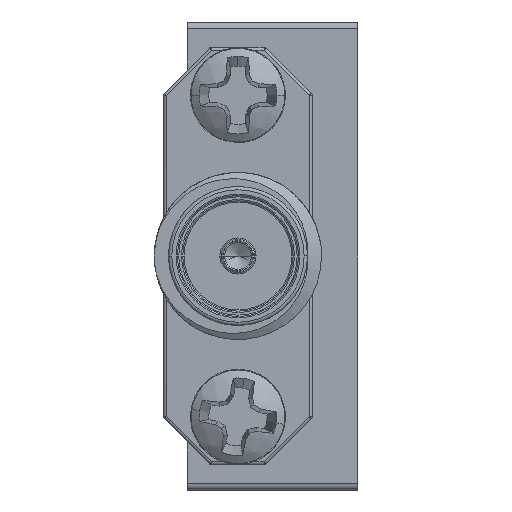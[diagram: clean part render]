
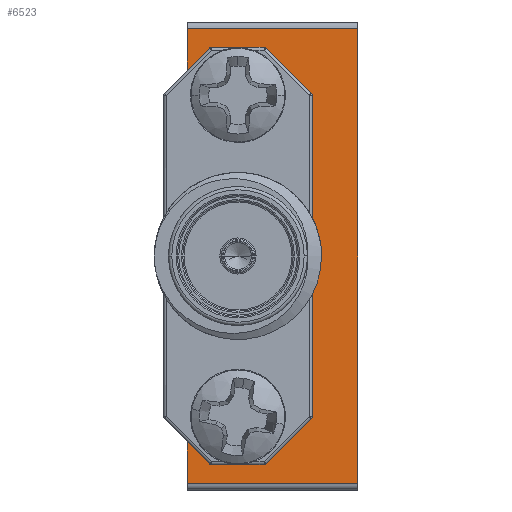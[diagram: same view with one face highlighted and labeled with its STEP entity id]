
A CAD part, left-side view. The second image highlights one B-rep face of the part: STEP entity #6523.
In plain terms, the highlighted planar face has unit normal (-1, 0, 0).
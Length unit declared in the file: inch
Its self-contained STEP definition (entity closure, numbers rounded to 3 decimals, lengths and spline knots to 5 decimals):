
#340 = CIRCLE ( 'NONE', #48797, 0.043 ) ;
#601 = LINE ( 'NONE', #31485, #35420 ) ;
#1286 = LINE ( 'NONE', #23781, #38559 ) ;
#1409 = CARTESIAN_POINT ( 'NONE',  ( 0., -0.285, 0.16 ) ) ;
#1871 = VERTEX_POINT ( 'NONE', #47909 ) ;
#2621 = LINE ( 'NONE', #10453, #40962 ) ;
#3246 = EDGE_CURVE ( 'NONE', #49843, #11361, #31526, .T. ) ;
#3271 = CARTESIAN_POINT ( 'NONE',  ( 0., -0.106, -0.4635 ) ) ;
#4418 = CARTESIAN_POINT ( 'NONE',  ( 0., -0.03, 0.002 ) ) ;
#4480 = CARTESIAN_POINT ( 'NONE',  ( 0., -0.03, -0.52 ) ) ;
#5108 = CARTESIAN_POINT ( 'NONE',  ( 0., -0.106, 0.1035 ) ) ;
#5427 = DIRECTION ( 'NONE',  ( 0., 0., 1. ) ) ;
#5569 = ORIENTED_EDGE ( 'NONE', *, *, #9194, .T. ) ;
#6003 = VECTOR ( 'NONE', #5427, 39.37008 ) ;
#6523 = ADVANCED_FACE ( 'NONE', ( #14954, #30407, #45792 ), #11157, .F. ) ;
#6538 = EDGE_LOOP ( 'NONE', ( #12993, #40658 ) ) ;
#6761 = VECTOR ( 'NONE', #13807, 39.37008 ) ;
#6909 = VERTEX_POINT ( 'NONE', #12836 ) ;
#7197 = CARTESIAN_POINT ( 'NONE',  ( 0., -0.03, 0.16 ) ) ;
#7375 = ORIENTED_EDGE ( 'NONE', *, *, #21557, .F. ) ;
#7427 = DIRECTION ( 'NONE',  ( -1., 0., 0. ) ) ;
#7987 = EDGE_CURVE ( 'NONE', #30428, #1871, #33300, .T. ) ;
#8095 = DIRECTION ( 'NONE',  ( 0., 0., -1. ) ) ;
#8353 = DIRECTION ( 'NONE',  ( 1., 0., 0. ) ) ;
#8761 = AXIS2_PLACEMENT_3D ( 'NONE', #22631, #7427, #18572 ) ;
#9194 = EDGE_CURVE ( 'NONE', #49843, #20368, #2621, .T. ) ;
#9448 = CARTESIAN_POINT ( 'NONE',  ( 0., -0.106, -0.4205 ) ) ;
#10111 = VERTEX_POINT ( 'NONE', #3271 ) ;
#10453 = CARTESIAN_POINT ( 'NONE',  ( 0., -0.285, 0.012 ) ) ;
#10730 = ORIENTED_EDGE ( 'NONE', *, *, #7987, .T. ) ;
#11157 = PLANE ( 'NONE',  #34032 ) ;
#11361 = VERTEX_POINT ( 'NONE', #7197 ) ;
#12079 = EDGE_CURVE ( 'NONE', #30428, #20368, #12774, .T. ) ;
#12221 = DIRECTION ( 'NONE',  ( 0., -1., 0. ) ) ;
#12656 = CARTESIAN_POINT ( 'NONE',  ( 0., -0.106, -0.4205 ) ) ;
#12751 = DIRECTION ( 'NONE',  ( 0., 0., 1. ) ) ;
#12774 = LINE ( 'NONE', #24654, #6003 ) ;
#12836 = CARTESIAN_POINT ( 'NONE',  ( 0., -0.285, -0.52 ) ) ;
#12993 = ORIENTED_EDGE ( 'NONE', *, *, #45047, .F. ) ;
#13265 = ORIENTED_EDGE ( 'NONE', *, *, #32700, .T. ) ;
#13401 = DIRECTION ( 'NONE',  ( 0., 0., 1. ) ) ;
#13807 = DIRECTION ( 'NONE',  ( 0., 1., 0. ) ) ;
#14954 = FACE_BOUND ( 'NONE', #39974, .T. ) ;
#15216 = CIRCLE ( 'NONE', #27378, 0.043 ) ;
#16021 = CIRCLE ( 'NONE', #8761, 0.043 ) ;
#18572 = DIRECTION ( 'NONE',  ( 0., 0., 1. ) ) ;
#19855 = DIRECTION ( 'NONE',  ( 0., 0., 1. ) ) ;
#20368 = VERTEX_POINT ( 'NONE', #49454 ) ;
#20711 = VECTOR ( 'NONE', #41161, 39.37008 ) ;
#21005 = DIRECTION ( 'NONE',  ( 0., 0., 1. ) ) ;
#21171 = LINE ( 'NONE', #41168, #6761 ) ;
#21557 = EDGE_CURVE ( 'NONE', #10111, #23827, #340, .T. ) ;
#22200 = EDGE_LOOP ( 'NONE', ( #36027, #10730, #29976, #44591, #32238, #13265, #39357, #5569 ) ) ;
#22631 = CARTESIAN_POINT ( 'NONE',  ( 0., -0.106, 0.0605 ) ) ;
#23582 = EDGE_CURVE ( 'NONE', #48650, #27678, #28553, .T. ) ;
#23781 = CARTESIAN_POINT ( 'NONE',  ( 0., -0.03, -0.53 ) ) ;
#23827 = VERTEX_POINT ( 'NONE', #24721 ) ;
#24654 = CARTESIAN_POINT ( 'NONE',  ( 0., -0.178, -0.362 ) ) ;
#24721 = CARTESIAN_POINT ( 'NONE',  ( 0., -0.106, -0.3775 ) ) ;
#25665 = CARTESIAN_POINT ( 'NONE',  ( 0., -0.106, 0.0175 ) ) ;
#25682 = CARTESIAN_POINT ( 'NONE',  ( 0., -0.285, -0.372 ) ) ;
#27378 = AXIS2_PLACEMENT_3D ( 'NONE', #12656, #28865, #39496 ) ;
#27436 = EDGE_CURVE ( 'NONE', #42577, #6909, #44662, .T. ) ;
#27678 = VERTEX_POINT ( 'NONE', #5108 ) ;
#27897 = EDGE_CURVE ( 'NONE', #38934, #1871, #1286, .T. ) ;
#28553 = CIRCLE ( 'NONE', #35782, 0.043 ) ;
#28626 = EDGE_CURVE ( 'NONE', #23827, #10111, #15216, .T. ) ;
#28865 = DIRECTION ( 'NONE',  ( -1., 0., 0. ) ) ;
#29976 = ORIENTED_EDGE ( 'NONE', *, *, #27897, .F. ) ;
#30407 = FACE_BOUND ( 'NONE', #6538, .T. ) ;
#30428 = VERTEX_POINT ( 'NONE', #30759 ) ;
#30759 = CARTESIAN_POINT ( 'NONE',  ( 0., -0.178, -0.372 ) ) ;
#31485 = CARTESIAN_POINT ( 'NONE',  ( 0., -0.285, -0.52 ) ) ;
#31526 = LINE ( 'NONE', #4418, #33116 ) ;
#31922 = CARTESIAN_POINT ( 'NONE',  ( 0., -0.106, 0.0605 ) ) ;
#32238 = ORIENTED_EDGE ( 'NONE', *, *, #27436, .F. ) ;
#32666 = DIRECTION ( 'NONE',  ( -1., 0., 0. ) ) ;
#32700 = EDGE_CURVE ( 'NONE', #42577, #11361, #21171, .T. ) ;
#33069 = CARTESIAN_POINT ( 'NONE',  ( 0., -0.285, 0.17 ) ) ;
#33116 = VECTOR ( 'NONE', #19855, 39.37008 ) ;
#33300 = LINE ( 'NONE', #25682, #39336 ) ;
#34032 = AXIS2_PLACEMENT_3D ( 'NONE', #35419, #8353, #8095 ) ;
#35419 = CARTESIAN_POINT ( 'NONE',  ( 0., -0.285, 0.17 ) ) ;
#35420 = VECTOR ( 'NONE', #12221, 39.37008 ) ;
#35782 = AXIS2_PLACEMENT_3D ( 'NONE', #31922, #32666, #13401 ) ;
#36027 = ORIENTED_EDGE ( 'NONE', *, *, #12079, .F. ) ;
#37540 = DIRECTION ( 'NONE',  ( 0., -1., 0. ) ) ;
#37951 = CARTESIAN_POINT ( 'NONE',  ( 0., -0.03, 0.012 ) ) ;
#38559 = VECTOR ( 'NONE', #21005, 39.37008 ) ;
#38934 = VERTEX_POINT ( 'NONE', #4480 ) ;
#39336 = VECTOR ( 'NONE', #41145, 39.37008 ) ;
#39357 = ORIENTED_EDGE ( 'NONE', *, *, #3246, .F. ) ;
#39496 = DIRECTION ( 'NONE',  ( 0., 0., 1. ) ) ;
#39609 = DIRECTION ( 'NONE',  ( -1., 0., 0. ) ) ;
#39974 = EDGE_LOOP ( 'NONE', ( #41359, #7375 ) ) ;
#40658 = ORIENTED_EDGE ( 'NONE', *, *, #23582, .F. ) ;
#40962 = VECTOR ( 'NONE', #37540, 39.37008 ) ;
#41145 = DIRECTION ( 'NONE',  ( 0., 1., 0. ) ) ;
#41161 = DIRECTION ( 'NONE',  ( 0., 0., -1. ) ) ;
#41168 = CARTESIAN_POINT ( 'NONE',  ( 0., -0.285, 0.16 ) ) ;
#41359 = ORIENTED_EDGE ( 'NONE', *, *, #28626, .F. ) ;
#42577 = VERTEX_POINT ( 'NONE', #1409 ) ;
#44298 = EDGE_CURVE ( 'NONE', #38934, #6909, #601, .T. ) ;
#44591 = ORIENTED_EDGE ( 'NONE', *, *, #44298, .T. ) ;
#44662 = LINE ( 'NONE', #33069, #20711 ) ;
#45047 = EDGE_CURVE ( 'NONE', #27678, #48650, #16021, .T. ) ;
#45792 = FACE_OUTER_BOUND ( 'NONE', #22200, .T. ) ;
#47909 = CARTESIAN_POINT ( 'NONE',  ( 0., -0.03, -0.372 ) ) ;
#48650 = VERTEX_POINT ( 'NONE', #25665 ) ;
#48797 = AXIS2_PLACEMENT_3D ( 'NONE', #9448, #39609, #12751 ) ;
#49454 = CARTESIAN_POINT ( 'NONE',  ( 0., -0.178, 0.012 ) ) ;
#49843 = VERTEX_POINT ( 'NONE', #37951 ) ;
